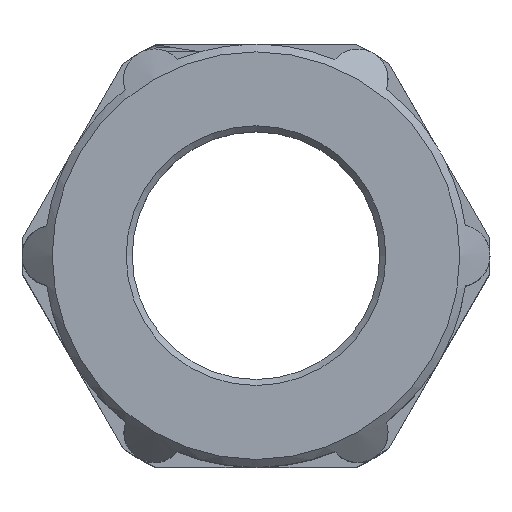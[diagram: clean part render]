
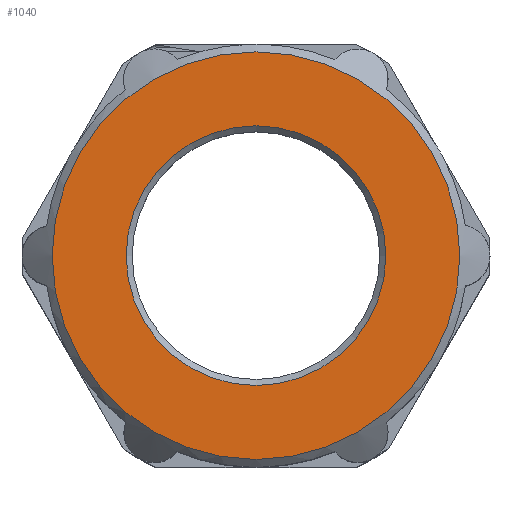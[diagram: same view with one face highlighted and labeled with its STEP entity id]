
A CAD part, top view. The second image highlights one B-rep face of the part: STEP entity #1040.
In plain terms, the highlighted planar face has unit normal (0, 0, 1).
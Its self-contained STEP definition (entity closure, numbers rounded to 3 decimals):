
#41=PLANE('',#1146);
#54=FACE_BOUND('',#156,.T.);
#92=FACE_OUTER_BOUND('',#155,.T.);
#155=EDGE_LOOP('',(#756));
#156=EDGE_LOOP('',(#757));
#221=CIRCLE('',#1108,6.75);
#251=CIRCLE('',#1147,4.3);
#421=VERTEX_POINT('',#1628);
#473=VERTEX_POINT('',#1899);
#516=EDGE_CURVE('',#421,#421,#221,.T.);
#588=EDGE_CURVE('',#473,#473,#251,.T.);
#756=ORIENTED_EDGE('',*,*,#516,.F.);
#757=ORIENTED_EDGE('',*,*,#588,.T.);
#1040=ADVANCED_FACE('',(#92,#54),#41,.F.);
#1108=AXIS2_PLACEMENT_3D('',#1629,#1282,#1283);
#1146=AXIS2_PLACEMENT_3D('',#1898,#1394,#1395);
#1147=AXIS2_PLACEMENT_3D('',#1900,#1396,#1397);
#1282=DIRECTION('center_axis',(0.,0.,-1.));
#1283=DIRECTION('ref_axis',(-1.,0.,0.));
#1394=DIRECTION('center_axis',(0.,0.,-1.));
#1395=DIRECTION('ref_axis',(-1.,0.,0.));
#1396=DIRECTION('center_axis',(0.,0.,-1.));
#1397=DIRECTION('ref_axis',(-1.,0.,0.));
#1628=CARTESIAN_POINT('',(-6.75,0.,13.));
#1629=CARTESIAN_POINT('Origin',(0.,0.,13.));
#1898=CARTESIAN_POINT('Origin',(0.,0.,13.));
#1899=CARTESIAN_POINT('',(-4.3,0.,13.));
#1900=CARTESIAN_POINT('Origin',(0.,0.,13.));
